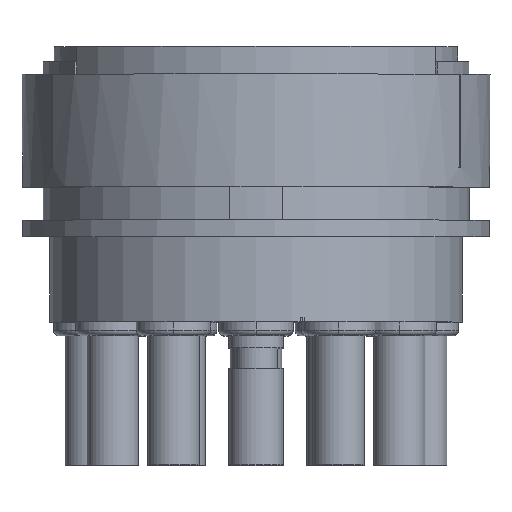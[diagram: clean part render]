
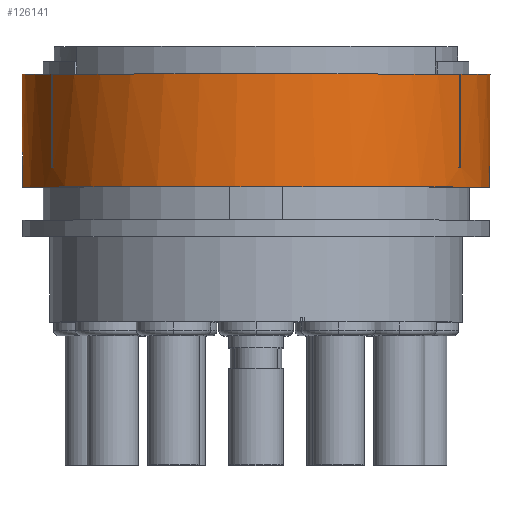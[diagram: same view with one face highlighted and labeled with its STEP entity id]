
A CAD part, top view. The second image highlights one B-rep face of the part: STEP entity #126141.
In plain terms, the highlighted cylindrical face has radius 8.5 mm (diameter 17 mm), a partial arc.
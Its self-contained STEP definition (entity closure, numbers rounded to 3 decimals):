
#3979=CARTESIAN_POINT('',(0.,-5.1,0.));
#3980=DIRECTION('',(0.,1.,0.));
#3981=DIRECTION('',(-0.587,0.,-0.809));
#3982=AXIS2_PLACEMENT_3D('',#3979,#3980,#3981);
#42416=CARTESIAN_POINT('',(0.,-4.4,0.));
#42417=DIRECTION('',(0.,1.,0.));
#42418=DIRECTION('',(0.876,0.,-0.482));
#42419=AXIS2_PLACEMENT_3D('',#42416,#42417,#42418);
#42421=DIRECTION('',(0.,-1.,0.));
#42422=VECTOR('',#42421,3.4);
#42423=CARTESIAN_POINT('',(7.39,-1.,-4.2));
#42424=LINE('',#42423,#42422);
#42425=DIRECTION('',(0.,-1.,0.));
#42426=VECTOR('',#42425,0.4);
#42427=CARTESIAN_POINT('',(6.676,-1.,-5.262));
#42428=LINE('',#42427,#42426);
#42429=DIRECTION('',(0.,-1.,0.));
#42430=VECTOR('',#42429,0.2);
#42431=CARTESIAN_POINT('',(6.676,-1.4,-5.262));
#42432=LINE('',#42431,#42430);
#42433=DIRECTION('',(0.,-1.,0.));
#42434=VECTOR('',#42433,2.8);
#42435=CARTESIAN_POINT('',(6.676,-1.6,-5.262));
#42436=LINE('',#42435,#42434);
#42437=DIRECTION('',(0.,1.,0.));
#42438=VECTOR('',#42437,0.7);
#42439=CARTESIAN_POINT('',(7.064,-5.1,-4.727));
#42440=LINE('',#42439,#42438);
#42441=DIRECTION('',(0.,1.,0.));
#42442=VECTOR('',#42441,0.7);
#42443=CARTESIAN_POINT('',(-4.992,-5.1,-6.88));
#42444=LINE('',#42443,#42442);
#42445=DIRECTION('',(0.,1.,0.));
#42446=VECTOR('',#42445,2.8);
#42447=CARTESIAN_POINT('',(-3.827,-4.4,-7.59));
#42448=LINE('',#42447,#42446);
#42449=DIRECTION('',(0.,-1.,0.));
#42450=VECTOR('',#42449,0.2);
#42451=CARTESIAN_POINT('',(-3.827,-1.4,-7.59));
#42452=LINE('',#42451,#42450);
#42453=DIRECTION('',(0.,1.,0.));
#42454=VECTOR('',#42453,0.4);
#42455=CARTESIAN_POINT('',(-3.827,-1.4,-7.59));
#42456=LINE('',#42455,#42454);
#42457=CARTESIAN_POINT('',(0.,-1.,0.));
#42458=DIRECTION('',(0.,1.,0.));
#42459=DIRECTION('',(-0.45,0.,-0.893));
#42460=AXIS2_PLACEMENT_3D('',#42457,#42458,#42459);
#42462=DIRECTION('',(0.,-1.,0.));
#42463=VECTOR('',#42462,3.4);
#42464=CARTESIAN_POINT('',(-7.39,-1.,-4.2));
#42465=LINE('',#42464,#42463);
#42466=CARTESIAN_POINT('',(0.,-4.4,0.));
#42467=DIRECTION('',(0.,1.,0.));
#42468=DIRECTION('',(-0.869,0.,-0.494));
#42469=AXIS2_PLACEMENT_3D('',#42466,#42467,#42468);
#42471=CARTESIAN_POINT('',(0.,-1.,0.));
#42472=DIRECTION('',(0.,-1.,0.));
#42473=DIRECTION('',(-0.876,0.,0.482));
#42474=AXIS2_PLACEMENT_3D('',#42471,#42472,#42473);
#42476=DIRECTION('',(0.,1.,0.));
#42477=VECTOR('',#42476,3.4);
#42478=CARTESIAN_POINT('',(-7.446,-4.4,4.1));
#42479=LINE('',#42478,#42477);
#42480=CARTESIAN_POINT('',(0.,-4.4,0.));
#42481=DIRECTION('',(0.,1.,0.));
#42482=DIRECTION('',(-0.876,0.,0.482));
#42483=AXIS2_PLACEMENT_3D('',#42480,#42481,#42482);
#42485=DIRECTION('',(0.,-1.,0.));
#42486=VECTOR('',#42485,3.4);
#42487=CARTESIAN_POINT('',(-7.39,-1.,4.2));
#42488=LINE('',#42487,#42486);
#42489=CARTESIAN_POINT('',(0.,-1.,0.));
#42490=DIRECTION('',(0.,1.,0.));
#42491=DIRECTION('',(-0.869,0.,0.494));
#42492=AXIS2_PLACEMENT_3D('',#42489,#42490,#42491);
#42494=DIRECTION('',(0.,-1.,0.));
#42495=VECTOR('',#42494,3.4);
#42496=CARTESIAN_POINT('',(7.39,-1.,4.2));
#42497=LINE('',#42496,#42495);
#42498=CARTESIAN_POINT('',(0.,-4.4,0.));
#42499=DIRECTION('',(0.,1.,0.));
#42500=DIRECTION('',(0.869,0.,0.494));
#42501=AXIS2_PLACEMENT_3D('',#42498,#42499,#42500);
#42503=CARTESIAN_POINT('',(0.,-1.,0.));
#42504=DIRECTION('',(0.,-1.,0.));
#42505=DIRECTION('',(0.876,0.,-0.482));
#42506=AXIS2_PLACEMENT_3D('',#42503,#42504,#42505);
#42508=DIRECTION('',(0.,1.,0.));
#42509=VECTOR('',#42508,3.4);
#42510=CARTESIAN_POINT('',(7.446,-4.4,-4.1));
#42511=LINE('',#42510,#42509);
#42660=CARTESIAN_POINT('',(0.,-4.4,0.));
#42661=DIRECTION('',(0.,1.,0.));
#42662=DIRECTION('',(-0.45,0.,-0.893));
#42663=AXIS2_PLACEMENT_3D('',#42660,#42661,#42662);
#42987=DIRECTION('',(0.,1.,0.));
#42988=VECTOR('',#42987,3.4);
#42989=CARTESIAN_POINT('',(-7.446,-4.4,-4.1));
#42990=LINE('',#42989,#42988);
#43046=CARTESIAN_POINT('',(0.,-1.,0.));
#43047=DIRECTION('',(0.,-1.,0.));
#43048=DIRECTION('',(0.785,0.,-0.619));
#43049=AXIS2_PLACEMENT_3D('',#43046,#43047,#43048);
#43357=CARTESIAN_POINT('',(0.,-4.4,0.));
#43358=DIRECTION('',(0.,1.,0.));
#43359=DIRECTION('',(0.831,0.,-0.556));
#43360=AXIS2_PLACEMENT_3D('',#43357,#43358,#43359);
#43504=DIRECTION('',(0.,1.,0.));
#43505=VECTOR('',#43504,3.4);
#43506=CARTESIAN_POINT('',(7.446,-4.4,4.1));
#43507=LINE('',#43506,#43505);
#54379=CARTESIAN_POINT('',(-7.39,-1.,4.2));
#54380=VERTEX_POINT('',#54379);
#54381=CARTESIAN_POINT('',(-7.39,-1.,-4.2));
#54382=VERTEX_POINT('',#54381);
#54387=CARTESIAN_POINT('',(-3.827,-1.,-7.59));
#54388=VERTEX_POINT('',#54387);
#54409=CARTESIAN_POINT('',(7.39,-1.,4.2));
#54410=VERTEX_POINT('',#54409);
#54411=CARTESIAN_POINT('',(7.39,-1.,-4.2));
#54412=VERTEX_POINT('',#54411);
#54417=CARTESIAN_POINT('',(6.676,-1.,-5.262));
#54418=VERTEX_POINT('',#54417);
#55265=CARTESIAN_POINT('',(6.676,-1.4,-5.262));
#55266=CARTESIAN_POINT('',(6.676,-1.6,-5.262));
#55267=VERTEX_POINT('',#55265);
#55268=VERTEX_POINT('',#55266);
#55269=CARTESIAN_POINT('',(6.676,-4.4,-5.262));
#55270=VERTEX_POINT('',#55269);
#55288=CARTESIAN_POINT('',(-3.827,-1.4,-7.59));
#55290=VERTEX_POINT('',#55288);
#55292=CARTESIAN_POINT('',(-3.827,-1.6,-7.59));
#55294=VERTEX_POINT('',#55292);
#55305=CARTESIAN_POINT('',(-3.827,-4.4,-7.59));
#55306=VERTEX_POINT('',#55305);
#58639=CARTESIAN_POINT('',(-7.446,-1.,4.1));
#58640=CARTESIAN_POINT('',(-7.446,-1.,-4.1));
#58641=VERTEX_POINT('',#58639);
#58642=VERTEX_POINT('',#58640);
#58643=CARTESIAN_POINT('',(7.446,-1.,-4.1));
#58644=CARTESIAN_POINT('',(7.446,-1.,4.1));
#58645=VERTEX_POINT('',#58643);
#58646=VERTEX_POINT('',#58644);
#58655=CARTESIAN_POINT('',(-7.446,-4.4,4.1));
#58656=VERTEX_POINT('',#58655);
#58657=CARTESIAN_POINT('',(-7.446,-4.4,-4.1));
#58658=VERTEX_POINT('',#58657);
#58659=CARTESIAN_POINT('',(7.446,-4.4,-4.1));
#58660=VERTEX_POINT('',#58659);
#58661=CARTESIAN_POINT('',(7.446,-4.4,4.1));
#58662=VERTEX_POINT('',#58661);
#59412=CARTESIAN_POINT('',(7.064,-5.1,-4.727));
#59414=VERTEX_POINT('',#59412);
#59417=CARTESIAN_POINT('',(-4.992,-5.1,-6.88));
#59419=VERTEX_POINT('',#59417);
#62926=CARTESIAN_POINT('',(7.064,-4.4,-4.727));
#62928=VERTEX_POINT('',#62926);
#62931=CARTESIAN_POINT('',(-4.992,-4.4,-6.88));
#62933=VERTEX_POINT('',#62931);
#62934=CARTESIAN_POINT('',(-7.39,-4.4,-4.2));
#62936=VERTEX_POINT('',#62934);
#62940=CARTESIAN_POINT('',(-7.39,-4.4,4.2));
#62941=VERTEX_POINT('',#62940);
#62942=CARTESIAN_POINT('',(7.39,-4.4,-4.2));
#62944=VERTEX_POINT('',#62942);
#62948=CARTESIAN_POINT('',(7.39,-4.4,4.2));
#62949=VERTEX_POINT('',#62948);
#126081=CARTESIAN_POINT('',(0.,0.,0.));
#126082=DIRECTION('',(0.,-1.,0.));
#126083=DIRECTION('',(0.,0.,1.));
#126084=AXIS2_PLACEMENT_3D('',#126081,#126082,#126083);
#126085=CYLINDRICAL_SURFACE('',#126084,8.5);
#126087=ORIENTED_EDGE('',*,*,#126086,.T.);
#126089=ORIENTED_EDGE('',*,*,#126088,.F.);
#126091=ORIENTED_EDGE('',*,*,#126090,.F.);
#126093=ORIENTED_EDGE('',*,*,#126092,.T.);
#126095=ORIENTED_EDGE('',*,*,#126094,.T.);
#126097=ORIENTED_EDGE('',*,*,#126096,.T.);
#126099=ORIENTED_EDGE('',*,*,#126098,.F.);
#126100=ORIENTED_EDGE('',*,*,#66599,.F.);
#126101=ORIENTED_EDGE('',*,*,#66618,.F.);
#126102=ORIENTED_EDGE('',*,*,#126072,.T.);
#126104=ORIENTED_EDGE('',*,*,#126103,.F.);
#126106=ORIENTED_EDGE('',*,*,#126105,.T.);
#126108=ORIENTED_EDGE('',*,*,#126107,.F.);
#126110=ORIENTED_EDGE('',*,*,#126109,.T.);
#126112=ORIENTED_EDGE('',*,*,#126111,.T.);
#126114=ORIENTED_EDGE('',*,*,#126113,.T.);
#126116=ORIENTED_EDGE('',*,*,#126115,.T.);
#126118=ORIENTED_EDGE('',*,*,#126117,.T.);
#126120=ORIENTED_EDGE('',*,*,#126119,.F.);
#126122=ORIENTED_EDGE('',*,*,#126121,.F.);
#126124=ORIENTED_EDGE('',*,*,#126123,.T.);
#126126=ORIENTED_EDGE('',*,*,#126125,.F.);
#126128=ORIENTED_EDGE('',*,*,#126127,.T.);
#126130=ORIENTED_EDGE('',*,*,#126129,.T.);
#126132=ORIENTED_EDGE('',*,*,#126131,.T.);
#126134=ORIENTED_EDGE('',*,*,#126133,.T.);
#126136=ORIENTED_EDGE('',*,*,#126135,.F.);
#126138=ORIENTED_EDGE('',*,*,#126137,.F.);
#126139=EDGE_LOOP('',(#126087,#126089,#126091,#126093,#126095,#126097,#126099,
#126100,#126101,#126102,#126104,#126106,#126108,#126110,#126112,#126114,#126116,
#126118,#126120,#126122,#126124,#126126,#126128,#126130,#126132,#126134,#126136,
#126138));
#126140=FACE_OUTER_BOUND('',#126139,.F.);
#3983=CIRCLE('',#3982,8.5);
#42420=CIRCLE('',#42419,8.5);
#42461=CIRCLE('',#42460,8.5);
#42470=CIRCLE('',#42469,8.5);
#42475=CIRCLE('',#42474,8.5);
#42484=CIRCLE('',#42483,8.5);
#42493=CIRCLE('',#42492,8.5);
#42502=CIRCLE('',#42501,8.5);
#42507=CIRCLE('',#42506,8.5);
#42664=CIRCLE('',#42663,8.5);
#43050=CIRCLE('',#43049,8.5);
#43361=CIRCLE('',#43360,8.5);
#66599=EDGE_CURVE('',#59414,#62928,#42440,.T.);
#66618=EDGE_CURVE('',#59419,#59414,#3983,.T.);
#126072=EDGE_CURVE('',#59419,#62933,#42444,.T.);
#126086=EDGE_CURVE('',#58660,#62944,#42420,.T.);
#126088=EDGE_CURVE('',#54412,#62944,#42424,.T.);
#126090=EDGE_CURVE('',#54418,#54412,#43050,.T.);
#126092=EDGE_CURVE('',#54418,#55267,#42428,.T.);
#126094=EDGE_CURVE('',#55267,#55268,#42432,.T.);
#126096=EDGE_CURVE('',#55268,#55270,#42436,.T.);
#126098=EDGE_CURVE('',#62928,#55270,#43361,.T.);
#126103=EDGE_CURVE('',#55306,#62933,#42664,.T.);
#126105=EDGE_CURVE('',#55306,#55294,#42448,.T.);
#126107=EDGE_CURVE('',#55290,#55294,#42452,.T.);
#126109=EDGE_CURVE('',#55290,#54388,#42456,.T.);
#126111=EDGE_CURVE('',#54388,#54382,#42461,.T.);
#126113=EDGE_CURVE('',#54382,#62936,#42465,.T.);
#126115=EDGE_CURVE('',#62936,#58658,#42470,.T.);
#126117=EDGE_CURVE('',#58658,#58642,#42990,.T.);
#126119=EDGE_CURVE('',#58641,#58642,#42475,.T.);
#126121=EDGE_CURVE('',#58656,#58641,#42479,.T.);
#126123=EDGE_CURVE('',#58656,#62941,#42484,.T.);
#126125=EDGE_CURVE('',#54380,#62941,#42488,.T.);
#126127=EDGE_CURVE('',#54380,#54410,#42493,.T.);
#126129=EDGE_CURVE('',#54410,#62949,#42497,.T.);
#126131=EDGE_CURVE('',#62949,#58662,#42502,.T.);
#126133=EDGE_CURVE('',#58662,#58646,#43507,.T.);
#126135=EDGE_CURVE('',#58645,#58646,#42507,.T.);
#126137=EDGE_CURVE('',#58660,#58645,#42511,.T.);
#126141=ADVANCED_FACE('',(#126140),#126085,.T.);
